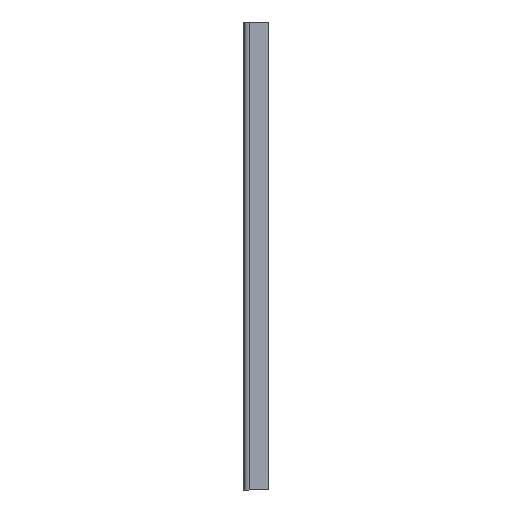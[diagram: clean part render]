
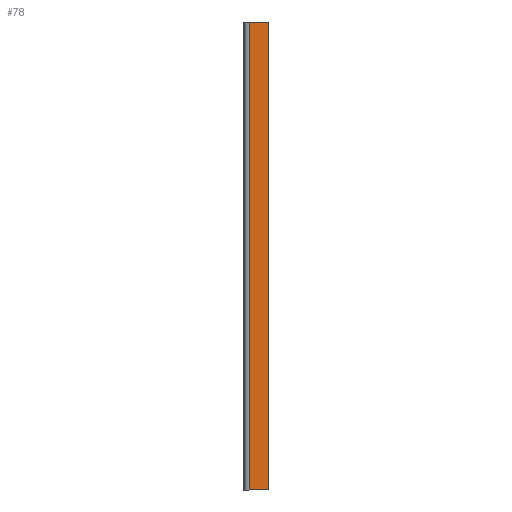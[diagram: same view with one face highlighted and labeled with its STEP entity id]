
A CAD part, left-side view. The second image highlights one B-rep face of the part: STEP entity #78.
In plain terms, the highlighted planar face has unit normal (-1, 0, 0).
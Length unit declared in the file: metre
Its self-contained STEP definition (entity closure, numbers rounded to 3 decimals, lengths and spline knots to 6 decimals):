
#78=ADVANCED_FACE('0:9622',(#159),#160,.T.);
#159=FACE_OUTER_BOUND('',#252,.T.);
#160=PLANE('',#253);
#252=EDGE_LOOP('',(#499,#500,#501,#502));
#253=AXIS2_PLACEMENT_3D('',#503,#504,#505);
#499=ORIENTED_EDGE('',*,*,#709,.F.);
#500=ORIENTED_EDGE('',*,*,#710,.T.);
#501=ORIENTED_EDGE('',*,*,#711,.F.);
#502=ORIENTED_EDGE('',*,*,#712,.T.);
#503=CARTESIAN_POINT('',(-0.049878,0.044857,0.154726));
#504=DIRECTION('',(-1.0,0.,0.));
#505=DIRECTION('',(0.,0.0,1.0));
#709=EDGE_CURVE('0:9627',#881,#882,#883,.T.);
#710=EDGE_CURVE('0:9744',#881,#884,#885,.T.);
#711=EDGE_CURVE('0:9783',#886,#884,#887,.T.);
#712=EDGE_CURVE('0:9762',#886,#882,#888,.T.);
#881=VERTEX_POINT('',#1248);
#882=VERTEX_POINT('',#1249);
#883=LINE('',#1250,#1251);
#884=VERTEX_POINT('',#1252);
#885=LINE('',#1253,#1254);
#886=VERTEX_POINT('',#1255);
#887=LINE('',#1256,#1257);
#888=LINE('',#1258,#1259);
#1248=CARTESIAN_POINT('',(-0.049878,0.048,0.001524));
#1249=CARTESIAN_POINT('',(-0.049878,0.048,0.154726));
#1250=CARTESIAN_POINT('',(-0.049878,0.048,0.154726));
#1251=VECTOR('',#1455,1.0);
#1252=CARTESIAN_POINT('',(-0.049878,0.0415,0.001524));
#1253=CARTESIAN_POINT('',(-0.049878,0.041745,0.001524));
#1254=VECTOR('',#1456,1.0);
#1255=CARTESIAN_POINT('',(-0.049878,0.0415,0.154726));
#1256=CARTESIAN_POINT('',(-0.049878,0.0415,0.154726));
#1257=VECTOR('',#1457,1.0);
#1258=CARTESIAN_POINT('',(-0.049878,0.041745,0.154726));
#1259=VECTOR('',#1458,1.0);
#1455=DIRECTION('',(0.,0.,1.0));
#1456=DIRECTION('',(0.,-1.0,-0.0));
#1457=DIRECTION('',(0.,0.,-1.0));
#1458=DIRECTION('',(0.,1.0,0.0));
